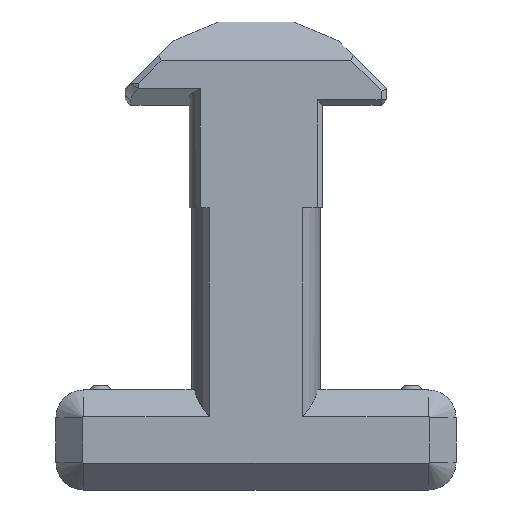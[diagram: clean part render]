
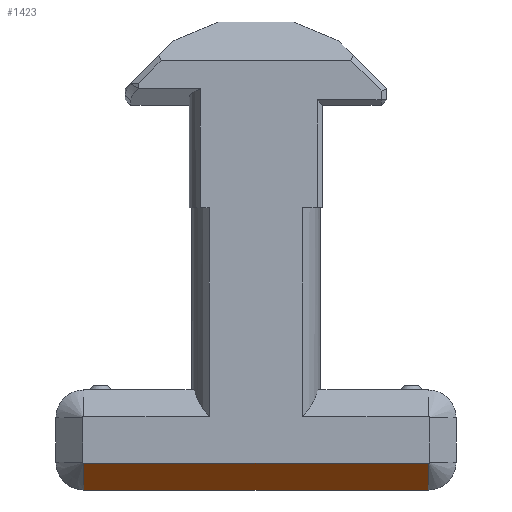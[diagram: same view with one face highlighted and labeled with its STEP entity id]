
A CAD part, front view. The second image highlights one B-rep face of the part: STEP entity #1423.
In plain terms, the highlighted planar face has unit normal (0, -0.707, -0.707).
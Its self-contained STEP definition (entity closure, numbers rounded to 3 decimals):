
#15 = PLANE ( 'NONE',  #2640 ) ;
#125 = LINE ( 'NONE', #1132, #509 ) ;
#188 = EDGE_LOOP ( 'NONE', ( #2026, #1591, #1364, #1428 ) ) ;
#251 = EDGE_CURVE ( 'NONE', #1577, #1302, #895, .T. ) ;
#282 = EDGE_CURVE ( 'NONE', #1577, #1674, #125, .T. ) ;
#299 = CARTESIAN_POINT ( 'NONE',  ( 7.75, -2., -3.3 ) ) ;
#328 = DIRECTION ( 'NONE',  ( 1., 0., 0. ) ) ;
#509 = VECTOR ( 'NONE', #328, 1000. ) ;
#512 = DIRECTION ( 'NONE',  ( 0., -0.707, 0.707 ) ) ;
#625 = FACE_OUTER_BOUND ( 'NONE', #188, .T. ) ;
#689 = LINE ( 'NONE', #2359, #1728 ) ;
#890 = CARTESIAN_POINT ( 'NONE',  ( 7.75, -0.8, -4.5 ) ) ;
#895 = LINE ( 'NONE', #1707, #1129 ) ;
#897 = CARTESIAN_POINT ( 'NONE',  ( -7.75, -0.8, -4.5 ) ) ;
#1129 = VECTOR ( 'NONE', #2084, 1000. ) ;
#1132 = CARTESIAN_POINT ( 'NONE',  ( 0., -0.8, -4.5 ) ) ;
#1257 = CARTESIAN_POINT ( 'NONE',  ( 7.76, -2.007, -3.293 ) ) ;
#1302 = VERTEX_POINT ( 'NONE', #1464 ) ;
#1313 = CARTESIAN_POINT ( 'NONE',  ( 0., -2., -3.3 ) ) ;
#1364 = ORIENTED_EDGE ( 'NONE', *, *, #1575, .T. ) ;
#1423 = ADVANCED_FACE ( 'NONE', ( #625 ), #15, .T. ) ;
#1428 = ORIENTED_EDGE ( 'NONE', *, *, #1604, .F. ) ;
#1464 = CARTESIAN_POINT ( 'NONE',  ( -7.75, -2., -3.3 ) ) ;
#1575 = EDGE_CURVE ( 'NONE', #1674, #1892, #689, .T. ) ;
#1577 = VERTEX_POINT ( 'NONE', #897 ) ;
#1591 = ORIENTED_EDGE ( 'NONE', *, *, #282, .T. ) ;
#1604 = EDGE_CURVE ( 'NONE', #1302, #1892, #2348, .T. ) ;
#1656 = DIRECTION ( 'NONE',  ( 0., -0.707, -0.707 ) ) ;
#1674 = VERTEX_POINT ( 'NONE', #890 ) ;
#1707 = CARTESIAN_POINT ( 'NONE',  ( -7.75, -1.4, -3.9 ) ) ;
#1728 = VECTOR ( 'NONE', #512, 1000. ) ;
#1892 = VERTEX_POINT ( 'NONE', #299 ) ;
#2026 = ORIENTED_EDGE ( 'NONE', *, *, #251, .F. ) ;
#2068 = VECTOR ( 'NONE', #2145, 1000. ) ;
#2084 = DIRECTION ( 'NONE',  ( 0., -0.707, 0.707 ) ) ;
#2145 = DIRECTION ( 'NONE',  ( 1., 0., 0. ) ) ;
#2333 = DIRECTION ( 'NONE',  ( -1., 0., 0. ) ) ;
#2348 = LINE ( 'NONE', #1313, #2068 ) ;
#2359 = CARTESIAN_POINT ( 'NONE',  ( 7.75, -1.4, -3.9 ) ) ;
#2640 = AXIS2_PLACEMENT_3D ( 'NONE', #1257, #1656, #2333 ) ;
